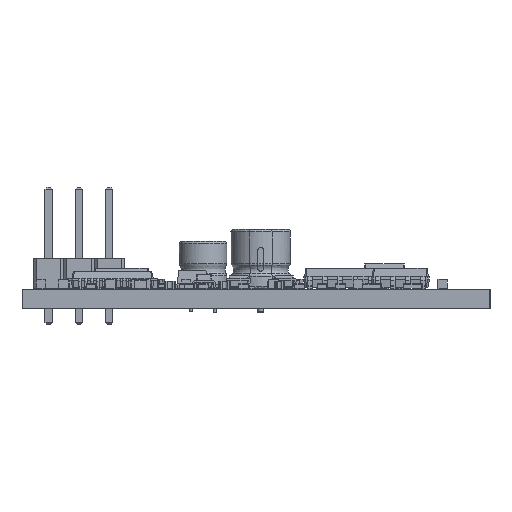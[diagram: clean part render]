
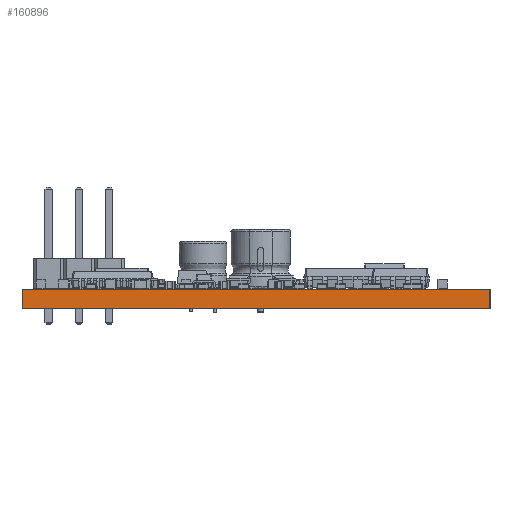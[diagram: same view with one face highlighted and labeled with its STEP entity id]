
A CAD part, left-side view. The second image highlights one B-rep face of the part: STEP entity #160896.
In plain terms, the highlighted planar face has unit normal (-1, 0, 0).
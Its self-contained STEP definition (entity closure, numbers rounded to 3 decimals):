
#160780 = EDGE_CURVE('',#160781,#160783,#160785,.T.);
#160781 = VERTEX_POINT('',#160782);
#160782 = CARTESIAN_POINT('',(-22.225,19.685,0.));
#160783 = VERTEX_POINT('',#160784);
#160784 = CARTESIAN_POINT('',(-22.225,19.685,1.6));
#160785 = SURFACE_CURVE('',#160786,(#160790,#160802),.PCURVE_S1.);
#160786 = LINE('',#160787,#160788);
#160787 = CARTESIAN_POINT('',(-22.225,19.685,0.));
#160788 = VECTOR('',#160789,1.);
#160789 = DIRECTION('',(0.,0.,1.));
#160790 = PCURVE('',#160791,#160796);
#160791 = PLANE('',#160792);
#160792 = AXIS2_PLACEMENT_3D('',#160793,#160794,#160795);
#160793 = CARTESIAN_POINT('',(-22.225,19.685,0.));
#160794 = DIRECTION('',(0.,1.,0.));
#160795 = DIRECTION('',(1.,0.,0.));
#160796 = DEFINITIONAL_REPRESENTATION('',(#160797),#160801);
#160797 = LINE('',#160798,#160799);
#160798 = CARTESIAN_POINT('',(0.,0.));
#160799 = VECTOR('',#160800,1.);
#160800 = DIRECTION('',(0.,-1.));
#160801 = ( GEOMETRIC_REPRESENTATION_CONTEXT(2) 
PARAMETRIC_REPRESENTATION_CONTEXT() REPRESENTATION_CONTEXT('2D SPACE',''
  ) );
#160802 = PCURVE('',#160803,#160808);
#160803 = PLANE('',#160804);
#160804 = AXIS2_PLACEMENT_3D('',#160805,#160806,#160807);
#160805 = CARTESIAN_POINT('',(-22.225,-19.685,0.));
#160806 = DIRECTION('',(-1.,0.,0.));
#160807 = DIRECTION('',(0.,1.,0.));
#160808 = DEFINITIONAL_REPRESENTATION('',(#160809),#160813);
#160809 = LINE('',#160810,#160811);
#160810 = CARTESIAN_POINT('',(39.37,0.));
#160811 = VECTOR('',#160812,1.);
#160812 = DIRECTION('',(0.,-1.));
#160813 = ( GEOMETRIC_REPRESENTATION_CONTEXT(2) 
PARAMETRIC_REPRESENTATION_CONTEXT() REPRESENTATION_CONTEXT('2D SPACE',''
  ) );
#160831 = PLANE('',#160832);
#160832 = AXIS2_PLACEMENT_3D('',#160833,#160834,#160835);
#160833 = CARTESIAN_POINT('',(0.,0.,1.6));
#160834 = DIRECTION('',(-0.,-0.,-1.));
#160835 = DIRECTION('',(-1.,0.,0.));
#160885 = PLANE('',#160886);
#160886 = AXIS2_PLACEMENT_3D('',#160887,#160888,#160889);
#160887 = CARTESIAN_POINT('',(0.,0.,0.));
#160888 = DIRECTION('',(-0.,-0.,-1.));
#160889 = DIRECTION('',(-1.,0.,0.));
#160896 = ADVANCED_FACE('',(#160897),#160803,.T.);
#160897 = FACE_BOUND('',#160898,.T.);
#160898 = EDGE_LOOP('',(#160899,#160929,#160950,#160951));
#160899 = ORIENTED_EDGE('',*,*,#160900,.T.);
#160900 = EDGE_CURVE('',#160901,#160903,#160905,.T.);
#160901 = VERTEX_POINT('',#160902);
#160902 = CARTESIAN_POINT('',(-22.225,-19.685,0.));
#160903 = VERTEX_POINT('',#160904);
#160904 = CARTESIAN_POINT('',(-22.225,-19.685,1.6));
#160905 = SURFACE_CURVE('',#160906,(#160910,#160917),.PCURVE_S1.);
#160906 = LINE('',#160907,#160908);
#160907 = CARTESIAN_POINT('',(-22.225,-19.685,0.));
#160908 = VECTOR('',#160909,1.);
#160909 = DIRECTION('',(0.,0.,1.));
#160910 = PCURVE('',#160803,#160911);
#160911 = DEFINITIONAL_REPRESENTATION('',(#160912),#160916);
#160912 = LINE('',#160913,#160914);
#160913 = CARTESIAN_POINT('',(0.,0.));
#160914 = VECTOR('',#160915,1.);
#160915 = DIRECTION('',(0.,-1.));
#160916 = ( GEOMETRIC_REPRESENTATION_CONTEXT(2) 
PARAMETRIC_REPRESENTATION_CONTEXT() REPRESENTATION_CONTEXT('2D SPACE',''
  ) );
#160917 = PCURVE('',#160918,#160923);
#160918 = PLANE('',#160919);
#160919 = AXIS2_PLACEMENT_3D('',#160920,#160921,#160922);
#160920 = CARTESIAN_POINT('',(22.225,-19.685,0.));
#160921 = DIRECTION('',(0.,-1.,0.));
#160922 = DIRECTION('',(-1.,0.,0.));
#160923 = DEFINITIONAL_REPRESENTATION('',(#160924),#160928);
#160924 = LINE('',#160925,#160926);
#160925 = CARTESIAN_POINT('',(44.45,0.));
#160926 = VECTOR('',#160927,1.);
#160927 = DIRECTION('',(0.,-1.));
#160928 = ( GEOMETRIC_REPRESENTATION_CONTEXT(2) 
PARAMETRIC_REPRESENTATION_CONTEXT() REPRESENTATION_CONTEXT('2D SPACE',''
  ) );
#160929 = ORIENTED_EDGE('',*,*,#160930,.T.);
#160930 = EDGE_CURVE('',#160903,#160783,#160931,.T.);
#160931 = SURFACE_CURVE('',#160932,(#160936,#160943),.PCURVE_S1.);
#160932 = LINE('',#160933,#160934);
#160933 = CARTESIAN_POINT('',(-22.225,-19.685,1.6));
#160934 = VECTOR('',#160935,1.);
#160935 = DIRECTION('',(0.,1.,0.));
#160936 = PCURVE('',#160803,#160937);
#160937 = DEFINITIONAL_REPRESENTATION('',(#160938),#160942);
#160938 = LINE('',#160939,#160940);
#160939 = CARTESIAN_POINT('',(0.,-1.6));
#160940 = VECTOR('',#160941,1.);
#160941 = DIRECTION('',(1.,0.));
#160942 = ( GEOMETRIC_REPRESENTATION_CONTEXT(2) 
PARAMETRIC_REPRESENTATION_CONTEXT() REPRESENTATION_CONTEXT('2D SPACE',''
  ) );
#160943 = PCURVE('',#160831,#160944);
#160944 = DEFINITIONAL_REPRESENTATION('',(#160945),#160949);
#160945 = LINE('',#160946,#160947);
#160946 = CARTESIAN_POINT('',(22.225,-19.685));
#160947 = VECTOR('',#160948,1.);
#160948 = DIRECTION('',(0.,1.));
#160949 = ( GEOMETRIC_REPRESENTATION_CONTEXT(2) 
PARAMETRIC_REPRESENTATION_CONTEXT() REPRESENTATION_CONTEXT('2D SPACE',''
  ) );
#160950 = ORIENTED_EDGE('',*,*,#160780,.F.);
#160951 = ORIENTED_EDGE('',*,*,#160952,.F.);
#160952 = EDGE_CURVE('',#160901,#160781,#160953,.T.);
#160953 = SURFACE_CURVE('',#160954,(#160958,#160965),.PCURVE_S1.);
#160954 = LINE('',#160955,#160956);
#160955 = CARTESIAN_POINT('',(-22.225,-19.685,0.));
#160956 = VECTOR('',#160957,1.);
#160957 = DIRECTION('',(0.,1.,0.));
#160958 = PCURVE('',#160803,#160959);
#160959 = DEFINITIONAL_REPRESENTATION('',(#160960),#160964);
#160960 = LINE('',#160961,#160962);
#160961 = CARTESIAN_POINT('',(0.,0.));
#160962 = VECTOR('',#160963,1.);
#160963 = DIRECTION('',(1.,0.));
#160964 = ( GEOMETRIC_REPRESENTATION_CONTEXT(2) 
PARAMETRIC_REPRESENTATION_CONTEXT() REPRESENTATION_CONTEXT('2D SPACE',''
  ) );
#160965 = PCURVE('',#160885,#160966);
#160966 = DEFINITIONAL_REPRESENTATION('',(#160967),#160971);
#160967 = LINE('',#160968,#160969);
#160968 = CARTESIAN_POINT('',(22.225,-19.685));
#160969 = VECTOR('',#160970,1.);
#160970 = DIRECTION('',(0.,1.));
#160971 = ( GEOMETRIC_REPRESENTATION_CONTEXT(2) 
PARAMETRIC_REPRESENTATION_CONTEXT() REPRESENTATION_CONTEXT('2D SPACE',''
  ) );
